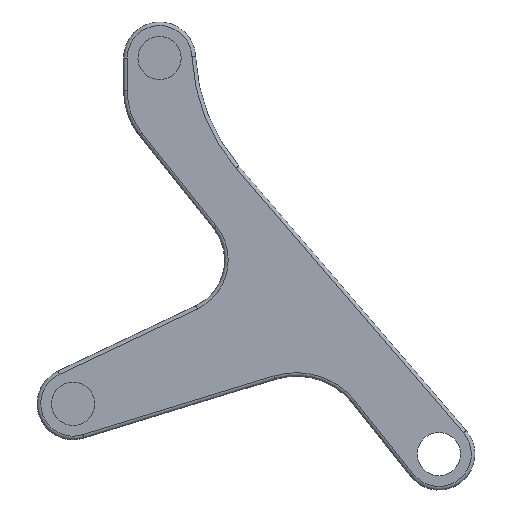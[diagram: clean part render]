
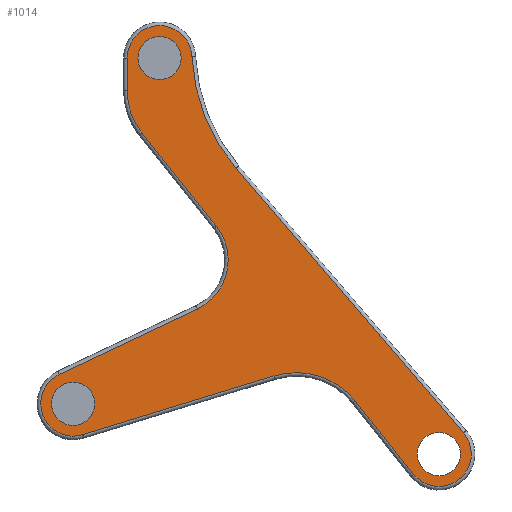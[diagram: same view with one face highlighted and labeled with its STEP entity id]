
A CAD part, front view. The second image highlights one B-rep face of the part: STEP entity #1014.
In plain terms, the highlighted planar face has unit normal (0, -1, 0).
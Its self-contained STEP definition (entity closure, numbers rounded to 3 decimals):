
#33=FACE_BOUND('',#169,.T.);
#34=FACE_BOUND('',#170,.T.);
#35=FACE_BOUND('',#171,.T.);
#49=PLANE('',#1165);
#102=FACE_OUTER_BOUND('',#168,.T.);
#168=EDGE_LOOP('',(#854,#855,#856,#857,#858,#859,#860,#861,#862,#863,#864,
#865,#866));
#169=EDGE_LOOP('',(#867));
#170=EDGE_LOOP('',(#868));
#171=EDGE_LOOP('',(#869));
#222=LINE('',#1746,#281);
#224=LINE('',#1757,#283);
#226=LINE('',#1767,#285);
#227=LINE('',#1780,#286);
#228=LINE('',#1788,#287);
#230=LINE('',#1797,#289);
#281=VECTOR('',#1403,10.);
#283=VECTOR('',#1417,10.);
#285=VECTOR('',#1429,10.);
#286=VECTOR('',#1448,10.);
#287=VECTOR('',#1459,10.);
#289=VECTOR('',#1471,10.);
#314=CIRCLE('',#1056,30.);
#356=CIRCLE('',#1123,45.);
#362=CIRCLE('',#1131,75.);
#365=CIRCLE('',#1136,95.);
#369=CIRCLE('',#1142,45.);
#371=CIRCLE('',#1145,255.);
#374=CIRCLE('',#1150,45.);
#378=CIRCLE('',#1156,105.);
#380=CIRCLE('',#1166,30.);
#381=CIRCLE('',#1167,30.);
#405=VERTEX_POINT('',#1588);
#454=VERTEX_POINT('',#1733);
#456=VERTEX_POINT('',#1736);
#459=VERTEX_POINT('',#1743);
#461=VERTEX_POINT('',#1749);
#462=VERTEX_POINT('',#1754);
#463=VERTEX_POINT('',#1759);
#465=VERTEX_POINT('',#1764);
#466=VERTEX_POINT('',#1769);
#467=VERTEX_POINT('',#1774);
#468=VERTEX_POINT('',#1778);
#469=VERTEX_POINT('',#1782);
#470=VERTEX_POINT('',#1786);
#472=VERTEX_POINT('',#1791);
#476=VERTEX_POINT('',#1817);
#477=VERTEX_POINT('',#1819);
#500=EDGE_CURVE('',#405,#405,#314,.T.);
#572=EDGE_CURVE('',#456,#454,#356,.T.);
#577=EDGE_CURVE('',#459,#456,#222,.T.);
#580=EDGE_CURVE('',#461,#459,#362,.T.);
#583=EDGE_CURVE('',#462,#461,#224,.T.);
#585=EDGE_CURVE('',#463,#462,#365,.T.);
#588=EDGE_CURVE('',#465,#463,#226,.T.);
#591=EDGE_CURVE('',#466,#465,#369,.T.);
#593=EDGE_CURVE('',#467,#466,#371,.T.);
#595=EDGE_CURVE('',#468,#467,#227,.T.);
#597=EDGE_CURVE('',#469,#468,#374,.T.);
#599=EDGE_CURVE('',#470,#469,#228,.T.);
#602=EDGE_CURVE('',#472,#470,#378,.T.);
#604=EDGE_CURVE('',#454,#472,#230,.T.);
#614=EDGE_CURVE('',#476,#476,#380,.T.);
#615=EDGE_CURVE('',#477,#477,#381,.T.);
#854=ORIENTED_EDGE('',*,*,#572,.T.);
#855=ORIENTED_EDGE('',*,*,#604,.T.);
#856=ORIENTED_EDGE('',*,*,#602,.T.);
#857=ORIENTED_EDGE('',*,*,#599,.T.);
#858=ORIENTED_EDGE('',*,*,#597,.T.);
#859=ORIENTED_EDGE('',*,*,#595,.T.);
#860=ORIENTED_EDGE('',*,*,#593,.T.);
#861=ORIENTED_EDGE('',*,*,#591,.T.);
#862=ORIENTED_EDGE('',*,*,#588,.T.);
#863=ORIENTED_EDGE('',*,*,#585,.T.);
#864=ORIENTED_EDGE('',*,*,#583,.T.);
#865=ORIENTED_EDGE('',*,*,#580,.T.);
#866=ORIENTED_EDGE('',*,*,#577,.T.);
#867=ORIENTED_EDGE('',*,*,#614,.F.);
#868=ORIENTED_EDGE('',*,*,#500,.F.);
#869=ORIENTED_EDGE('',*,*,#615,.F.);
#1014=ADVANCED_FACE('',(#102,#33,#34,#35),#49,.T.);
#1056=AXIS2_PLACEMENT_3D('',#1589,#1228,#1229);
#1123=AXIS2_PLACEMENT_3D('',#1737,#1392,#1393);
#1131=AXIS2_PLACEMENT_3D('',#1752,#1410,#1411);
#1136=AXIS2_PLACEMENT_3D('',#1761,#1422,#1423);
#1142=AXIS2_PLACEMENT_3D('',#1772,#1436,#1437);
#1145=AXIS2_PLACEMENT_3D('',#1776,#1442,#1443);
#1150=AXIS2_PLACEMENT_3D('',#1784,#1453,#1454);
#1156=AXIS2_PLACEMENT_3D('',#1794,#1466,#1467);
#1165=AXIS2_PLACEMENT_3D('',#1816,#1494,#1495);
#1166=AXIS2_PLACEMENT_3D('',#1818,#1496,#1497);
#1167=AXIS2_PLACEMENT_3D('',#1820,#1498,#1499);
#1228=DIRECTION('center_axis',(0.,-1.,0.));
#1229=DIRECTION('ref_axis',(-1.,0.,0.));
#1392=DIRECTION('center_axis',(0.,-1.,0.));
#1393=DIRECTION('ref_axis',(-0.932,0.,-0.362));
#1403=DIRECTION('',(-0.904,0.,-0.428));
#1410=DIRECTION('center_axis',(0.,1.,0.));
#1411=DIRECTION('ref_axis',(0.974,0.,-0.226));
#1417=DIRECTION('',(0.623,0.,-0.783));
#1422=DIRECTION('center_axis',(0.,-1.,0.));
#1423=DIRECTION('ref_axis',(-0.944,0.,-0.33));
#1429=DIRECTION('',(0.,0.,-1.));
#1436=DIRECTION('center_axis',(0.,-1.,0.));
#1437=DIRECTION('ref_axis',(-0.022,0.,1.));
#1442=DIRECTION('center_axis',(0.,1.,0.));
#1443=DIRECTION('ref_axis',(-0.93,0.,-0.368));
#1448=DIRECTION('',(-0.652,0.,0.759));
#1453=DIRECTION('center_axis',(0.,-1.,0.));
#1454=DIRECTION('ref_axis',(0.637,0.,-0.771));
#1459=DIRECTION('',(0.623,0.,-0.783));
#1466=DIRECTION('center_axis',(0.,1.,0.));
#1467=DIRECTION('ref_axis',(0.296,0.,0.955));
#1471=DIRECTION('',(0.956,0.,0.294));
#1494=DIRECTION('center_axis',(0.,-1.,0.));
#1495=DIRECTION('ref_axis',(-1.,0.,0.));
#1496=DIRECTION('center_axis',(0.,-1.,0.));
#1497=DIRECTION('ref_axis',(-1.,0.,0.));
#1498=DIRECTION('center_axis',(0.,-1.,0.));
#1499=DIRECTION('ref_axis',(-1.,0.,0.));
#1588=CARTESIAN_POINT('',(209.933,2965.006,-1442.499));
#1589=CARTESIAN_POINT('Origin',(239.933,2965.007,-1442.5));
#1733=CARTESIAN_POINT('',(253.143,2965.007,-1485.518));
#1736=CARTESIAN_POINT('',(220.66,2965.006,-1401.836));
#1737=CARTESIAN_POINT('Origin',(239.933,2965.007,-1442.5));
#1743=CARTESIAN_POINT('',(412.311,2965.012,-1311.));
#1746=CARTESIAN_POINT('',(363.993,2965.01,-1333.901));
#1749=CARTESIAN_POINT('',(438.878,2965.012,-1196.53));
#1752=CARTESIAN_POINT('Origin',(380.189,2965.011,-1243.227));
#1754=CARTESIAN_POINT('',(335.593,2965.009,-1066.72));
#1757=CARTESIAN_POINT('',(459.482,2965.013,-1222.426));
#1759=CARTESIAN_POINT('',(314.933,2965.009,-1007.571));
#1761=CARTESIAN_POINT('Origin',(409.933,2965.012,-1007.571));
#1764=CARTESIAN_POINT('',(314.933,2965.009,-962.5));
#1767=CARTESIAN_POINT('',(314.933,2965.009,-1122.493));
#1769=CARTESIAN_POINT('',(404.891,2965.011,-960.555));
#1772=CARTESIAN_POINT('Origin',(359.933,2965.01,-962.5));
#1774=CARTESIAN_POINT('',(466.231,2965.013,-1115.703));
#1776=CARTESIAN_POINT('Origin',(659.653,2965.019,-949.531));
#1778=CARTESIAN_POINT('',(781.787,2965.022,-1483.005));
#1780=CARTESIAN_POINT('',(484.193,2965.014,-1136.61));
#1782=CARTESIAN_POINT('',(712.44,2965.02,-1540.347));
#1784=CARTESIAN_POINT('Origin',(747.654,2965.021,-1512.329));
#1786=CARTESIAN_POINT('',(631.76,2965.018,-1438.948));
#1788=CARTESIAN_POINT('',(596.263,2965.017,-1394.334));
#1791=CARTESIAN_POINT('',(518.773,2965.015,-1403.949));
#1794=CARTESIAN_POINT('Origin',(549.595,2965.016,-1504.323));
#1797=CARTESIAN_POINT('',(530.725,2965.015,-1400.278));
#1816=CARTESIAN_POINT('Origin',(493.793,2965.014,-1237.415));
#1817=CARTESIAN_POINT('',(777.654,2965.022,-1512.329));
#1818=CARTESIAN_POINT('Origin',(747.654,2965.021,-1512.329));
#1819=CARTESIAN_POINT('',(389.933,2965.011,-962.5));
#1820=CARTESIAN_POINT('Origin',(359.933,2965.01,-962.5));
